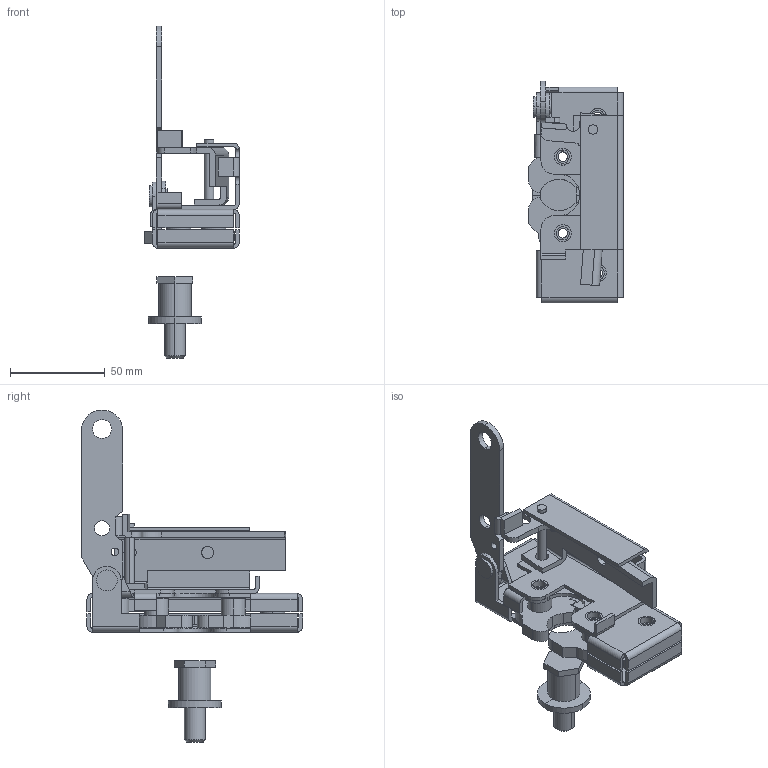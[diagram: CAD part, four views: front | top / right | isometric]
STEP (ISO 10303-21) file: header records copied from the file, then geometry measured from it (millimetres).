
FILE_DESCRIPTION (( 'STEP AP203' ), '1' );
FILE_NAME ('C-873-1-R.STEP', '2009-12-28T06:55:49', ( ' ' ), ( ' ' ), 'SwSTEP 2.0', 'SolidWorks 2007', '' );
FILE_SCHEMA (( 'CONFIG_CONTROL_DESIGN' ));
Length unit declared in the file: millimetre
Products named in the file (14): C-873-1僾僢僔儏儗僶乕__棉太倌; C-873-1働乕僗B__棉太倌; C-873僗儁乕僒乕A__棉太倌; C-873-1夝彍儗僶乕A__棉太倌; C-873-1僺儞__棉太倌; C-873-1-R; C-873-1-R杮懱__棉太倌; C-873-1杮懱__棉太倌; C-873-1働乕僗A__棉太倌; C-873僗儁乕僒乕B__棉太倌; C-873-1僇儉A__棉太倌; C-873-1僇儉B__棉太倌; C-873-1僇儉C__棉太倌; C-873僗僩儔僀僇乕__棉太倌
Assembly tree (15 placements, depth 4):
  C-873-1-R
    C-873僗僩儔僀僇乕__棉太倌
    C-873-1-R杮懱__棉太倌
      C-873-1僇儉B__棉太倌
      C-873-1夝彍儗僶乕A__棉太倌
      C-873-1僇儉C__棉太倌
      C-873-1僇儉A__棉太倌
      C-873-1僺儞__棉太倌
      C-873-1僾僢僔儏儗僶乕__棉太倌
      C-873-1杮懱__棉太倌
        C-873-1働乕僗B__棉太倌
        C-873僗儁乕僒乕A__棉太倌  x2
        C-873僗儁乕僒乕B__棉太倌  x2
        C-873-1働乕僗A__棉太倌
Bounding box: 50 x 117 x 175.4 mm (x, y, z)
Volume: 81413.5 mm3; surface area: 66625.2 mm2
Topology: 14 solids, 14 shells, 438 faces, 1097 edges, 713 vertices
Faces by surface type: plane 223, cylinder 199, torus 8, sphere 4, cone 4
Entity records: 13735 total; most frequent: DIRECTION 2222, CARTESIAN_POINT 2116, ORIENTED_EDGE 2026, EDGE_CURVE 1013, AXIS2_PLACEMENT_3D 799, VERTEX_POINT 657, VECTOR 624, LINE 624
